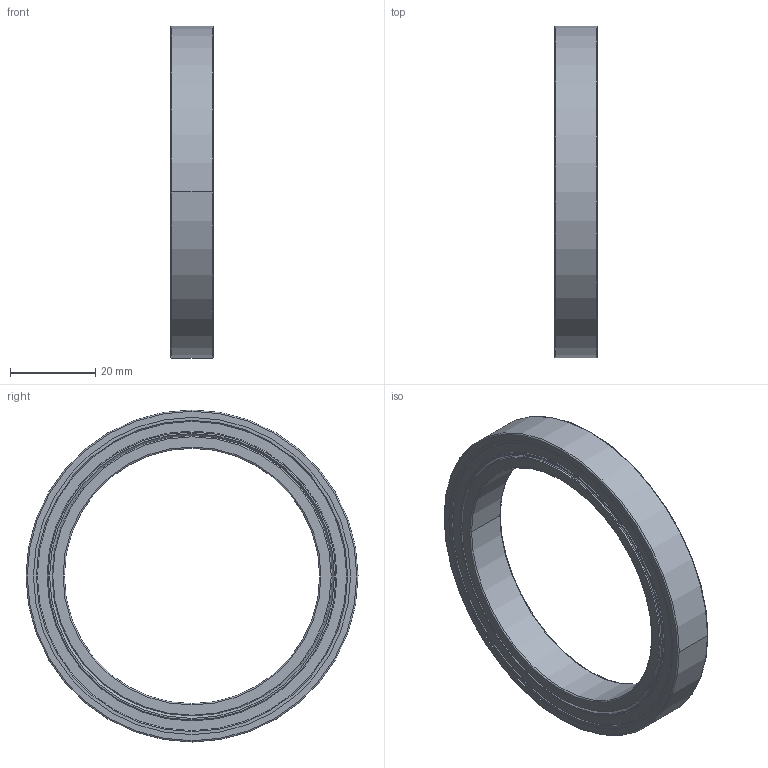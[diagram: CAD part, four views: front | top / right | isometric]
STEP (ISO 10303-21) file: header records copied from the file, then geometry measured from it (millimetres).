
FILE_DESCRIPTION(('STEP AP214'),'1');
FILE_NAME('61812-2rs1.stp','2025-07-07T09:19:10',('TraceParts'),('TraceParts S.A.'),'Spatial InterOp 3D',' ',' ');
FILE_SCHEMA(('AUTOMOTIVE_DESIGN { 1 0 10303 214 1 1 1 1 }'));
Length unit declared in the file: millimetre
Products named in the file (1): SKF_bearing_61812-2RS1_2_1
Bounding box: 10 x 78 x 78 mm (x, y, z)
Volume: 13569 mm3; surface area: 18797.6 mm2
Topology: 5 solids, 5 shells, 184 faces, 480 edges, 266 vertices
Faces by surface type: torus 74, sphere 42, cone 36, cylinder 20, plane 12
Entity records: 6456 total; most frequent: CARTESIAN_POINT 2279, DIRECTION 946, ORIENTED_EDGE 792, AXIS2_PLACEMENT_3D 445, EDGE_CURVE 396, VERTEX_POINT 266, CIRCLE 256, EDGE_LOOP 238
